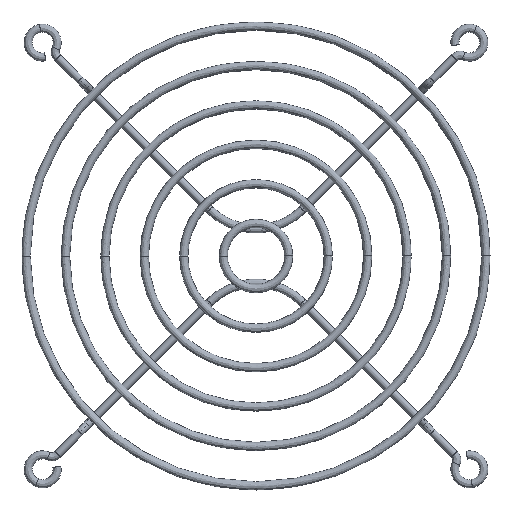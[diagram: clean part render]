
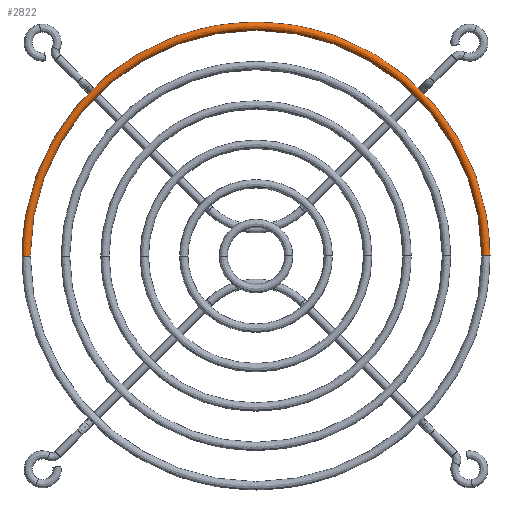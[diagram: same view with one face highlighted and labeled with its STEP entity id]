
A CAD part, front view. The second image highlights one B-rep face of the part: STEP entity #2822.
In plain terms, the highlighted free-form (B-spline) face has degree [3, 3] with [4, 4] control points.
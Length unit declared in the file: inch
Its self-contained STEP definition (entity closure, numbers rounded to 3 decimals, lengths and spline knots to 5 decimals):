
#13 = CARTESIAN_POINT ( 'NONE',  ( -1.7813, 0.00001, 0. ) ) ;
#23 = VERTEX_POINT ( 'NONE', #2182 ) ;
#104 = ORIENTED_EDGE ( 'NONE', *, *, #2169, .F. ) ;
#193 = VERTEX_POINT ( 'NONE', #1813 ) ;
#337 = CARTESIAN_POINT ( 'NONE',  ( 1.71831, 0.00001, 3.43661 ) ) ;
#521 =( BOUNDED_SURFACE ( )  B_SPLINE_SURFACE ( 3, 3, ( 
 ( #610, #3596, #917, #3572 ),
 ( #13, #2401, #3008, #2080 ),
 ( #1830, #1218, #337, #2390 ),
 ( #3289, #1194, #3859, #1515 ) ),
 .UNSPECIFIED., .F., .F., .F. ) 
 B_SPLINE_SURFACE_WITH_KNOTS ( ( 4, 4 ),
 ( 4, 4 ),
 ( 0., 1. ),
 ( 0., 1. ),
 .UNSPECIFIED. ) 
 GEOMETRIC_REPRESENTATION_ITEM ( )  RATIONAL_B_SPLINE_SURFACE ( (
 ( 1., 0.333, 0.333, 1.),
 ( 0.333, 0.111, 0.111, 0.333),
 ( 0.333, 0.111, 0.111, 0.333),
 ( 1., 0.333, 0.333, 1.) ) ) 
 REPRESENTATION_ITEM ( '' )  SURFACE ( )  );
#604 = EDGE_CURVE ( 'NONE', #193, #2041, #2289, .T. ) ;
#610 = CARTESIAN_POINT ( 'NONE',  ( -1.7813, 0.063, 0. ) ) ;
#645 = AXIS2_PLACEMENT_3D ( 'NONE', #1713, #3788, #2334 ) ;
#779 = EDGE_LOOP ( 'NONE', ( #104, #1230, #913, #2477 ) ) ;
#851 = CARTESIAN_POINT ( 'NONE',  ( 1.7498, 0.063, 0. ) ) ;
#913 = ORIENTED_EDGE ( 'NONE', *, *, #604, .T. ) ;
#917 = CARTESIAN_POINT ( 'NONE',  ( 1.7813, 0.063, 3.5626 ) ) ;
#1091 = EDGE_CURVE ( 'NONE', #2417, #2041, #3454, .T. ) ;
#1194 = CARTESIAN_POINT ( 'NONE',  ( -1.71831, 0.063, 3.43661 ) ) ;
#1218 = CARTESIAN_POINT ( 'NONE',  ( -1.71831, 0.00001, 3.43661 ) ) ;
#1230 = ORIENTED_EDGE ( 'NONE', *, *, #2548, .T. ) ;
#1362 = DIRECTION ( 'NONE',  ( 1., 0., 0. ) ) ;
#1515 = CARTESIAN_POINT ( 'NONE',  ( 1.71831, 0.063, 0. ) ) ;
#1520 = DIRECTION ( 'NONE',  ( 1., 0., 0. ) ) ;
#1524 = AXIS2_PLACEMENT_3D ( 'NONE', #851, #2681, #3840 ) ;
#1687 = CIRCLE ( 'NONE', #645, 0.0315 ) ;
#1713 = CARTESIAN_POINT ( 'NONE',  ( -1.7498, 0.063, 0. ) ) ;
#1813 = CARTESIAN_POINT ( 'NONE',  ( -1.71831, 0.063, 0. ) ) ;
#1830 = CARTESIAN_POINT ( 'NONE',  ( -1.71831, 0.00001, 0. ) ) ;
#2041 = VERTEX_POINT ( 'NONE', #3351 ) ;
#2080 = CARTESIAN_POINT ( 'NONE',  ( 1.7813, 0.00001, 0. ) ) ;
#2169 = EDGE_CURVE ( 'NONE', #23, #2417, #3268, .T. ) ;
#2182 = CARTESIAN_POINT ( 'NONE',  ( -1.7813, 0.063, 0. ) ) ;
#2277 = CARTESIAN_POINT ( 'NONE',  ( 0., 0.063, 0. ) ) ;
#2289 = CIRCLE ( 'NONE', #3517, 1.71831 ) ;
#2334 = DIRECTION ( 'NONE',  ( -1., 0., 0. ) ) ;
#2390 = CARTESIAN_POINT ( 'NONE',  ( 1.71831, 0.00001, 0. ) ) ;
#2401 = CARTESIAN_POINT ( 'NONE',  ( -1.7813, 0.00001, 3.5626 ) ) ;
#2417 = VERTEX_POINT ( 'NONE', #3026 ) ;
#2477 = ORIENTED_EDGE ( 'NONE', *, *, #1091, .F. ) ;
#2532 = FACE_OUTER_BOUND ( 'NONE', #779, .T. ) ;
#2548 = EDGE_CURVE ( 'NONE', #23, #193, #1687, .T. ) ;
#2566 = DIRECTION ( 'NONE',  ( 0., 1., 0. ) ) ;
#2681 = DIRECTION ( 'NONE',  ( 0., 0., -1. ) ) ;
#2822 = ADVANCED_FACE ( 'NONE', ( #2532 ), #521, .T. ) ;
#2849 = AXIS2_PLACEMENT_3D ( 'NONE', #2277, #2566, #1362 ) ;
#2988 = DIRECTION ( 'NONE',  ( 0., 1., 0. ) ) ;
#3008 = CARTESIAN_POINT ( 'NONE',  ( 1.7813, 0.00001, 3.5626 ) ) ;
#3026 = CARTESIAN_POINT ( 'NONE',  ( 1.7813, 0.063, 0. ) ) ;
#3268 = CIRCLE ( 'NONE', #2849, 1.7813 ) ;
#3289 = CARTESIAN_POINT ( 'NONE',  ( -1.71831, 0.063, 0. ) ) ;
#3351 = CARTESIAN_POINT ( 'NONE',  ( 1.71831, 0.063, 0. ) ) ;
#3454 = CIRCLE ( 'NONE', #1524, 0.0315 ) ;
#3517 = AXIS2_PLACEMENT_3D ( 'NONE', #3564, #2988, #1520 ) ;
#3564 = CARTESIAN_POINT ( 'NONE',  ( 0., 0.063, 0. ) ) ;
#3572 = CARTESIAN_POINT ( 'NONE',  ( 1.7813, 0.063, 0. ) ) ;
#3596 = CARTESIAN_POINT ( 'NONE',  ( -1.7813, 0.063, 3.5626 ) ) ;
#3788 = DIRECTION ( 'NONE',  ( 0., 0., 1. ) ) ;
#3840 = DIRECTION ( 'NONE',  ( 1., 0., 0. ) ) ;
#3859 = CARTESIAN_POINT ( 'NONE',  ( 1.71831, 0.063, 3.43661 ) ) ;
